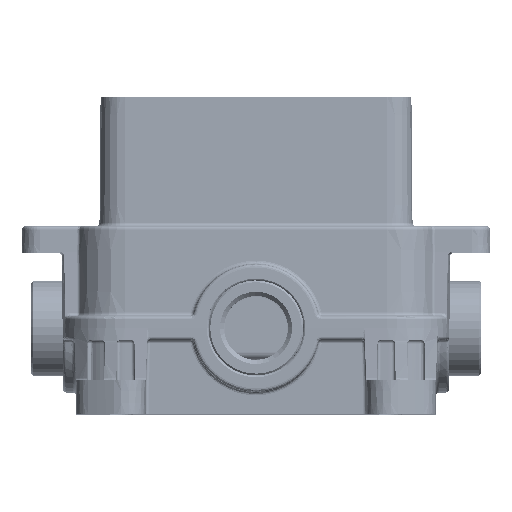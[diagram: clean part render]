
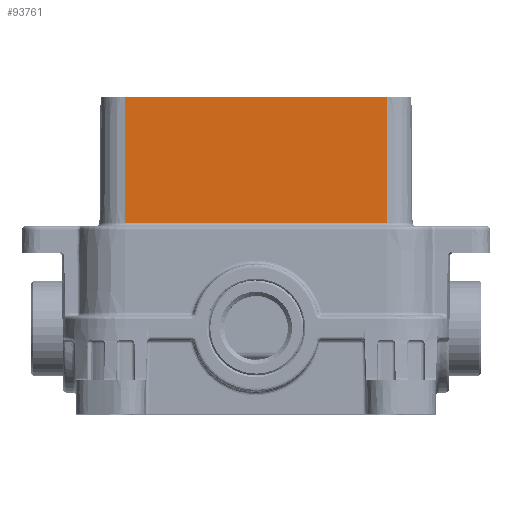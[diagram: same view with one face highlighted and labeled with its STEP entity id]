
A CAD part, top view. The second image highlights one B-rep face of the part: STEP entity #93761.
In plain terms, the highlighted planar face has unit normal (0, 0.009, 1).
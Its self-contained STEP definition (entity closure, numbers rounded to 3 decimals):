
#91241=CARTESIAN_POINT('Vertex',(-38.,87.5,110.)) ;
#91244=CARTESIAN_POINT('Line Origine',(0.,87.5,110.)) ;
#91248=CARTESIAN_POINT('Vertex',(38.,87.5,110.)) ;
#93719=CARTESIAN_POINT('Line Origine',(-38.,68.75,110.164)) ;
#93723=CARTESIAN_POINT('Vertex',(-38.,50.991,110.319)) ;
#93738=CARTESIAN_POINT('Axis2P3D Location',(22.5,87.5,110.)) ;
#93743=CARTESIAN_POINT('Line Origine',(14.5,50.991,110.319)) ;
#93747=CARTESIAN_POINT('Vertex',(38.,50.991,110.319)) ;
#93750=CARTESIAN_POINT('Line Origine',(38.,68.75,110.164)) ;
#91246=VECTOR('Line Direction',#91245,1.) ;
#93721=VECTOR('Line Direction',#93720,1.) ;
#93745=VECTOR('Line Direction',#93744,1.) ;
#93752=VECTOR('Line Direction',#93751,1.) ;
#91245=DIRECTION('Vector Direction',(1.,0.,0.)) ;
#93720=DIRECTION('Vector Direction',(0.,-1.,0.009)) ;
#93739=DIRECTION('Axis2P3D Direction',(0.,-0.009,-1.)) ;
#93740=DIRECTION('Axis2P3D XDirection',(1.,0.,0.)) ;
#93744=DIRECTION('Vector Direction',(1.,0.,0.)) ;
#93751=DIRECTION('Vector Direction',(0.,-1.,0.009)) ;
#93741=AXIS2_PLACEMENT_3D('Plane Axis2P3D',#93738,#93739,#93740) ;
#91247=LINE('Line',#91244,#91246) ;
#93722=LINE('Line',#93719,#93721) ;
#93746=LINE('Line',#93743,#93745) ;
#93753=LINE('Line',#93750,#93752) ;
#93742=PLANE('',#93741) ;
#91250=EDGE_CURVE('',#91249,#91242,#91247,.F.) ;
#93725=EDGE_CURVE('',#93724,#91242,#93722,.F.) ;
#93749=EDGE_CURVE('',#93748,#93724,#93746,.F.) ;
#93754=EDGE_CURVE('',#93748,#91249,#93753,.F.) ;
#93756=ORIENTED_EDGE('',*,*,#93725,.F.) ;
#93757=ORIENTED_EDGE('',*,*,#93749,.F.) ;
#93758=ORIENTED_EDGE('',*,*,#93754,.T.) ;
#93759=ORIENTED_EDGE('',*,*,#91250,.T.) ;
#93755=EDGE_LOOP('',(#93756,#93757,#93758,#93759)) ;
#91242=VERTEX_POINT('',#91241) ;
#91249=VERTEX_POINT('',#91248) ;
#93724=VERTEX_POINT('',#93723) ;
#93748=VERTEX_POINT('',#93747) ;
#93761=ADVANCED_FACE('P52708.1\\PartBody',(#93760),#93742,.F.) ;
#93760=FACE_OUTER_BOUND('',#93755,.T.) ;
